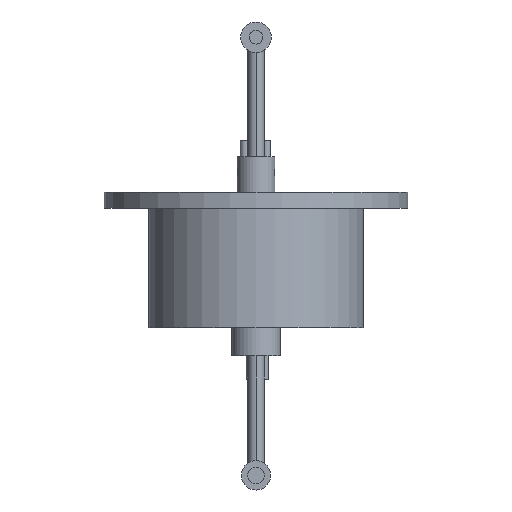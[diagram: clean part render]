
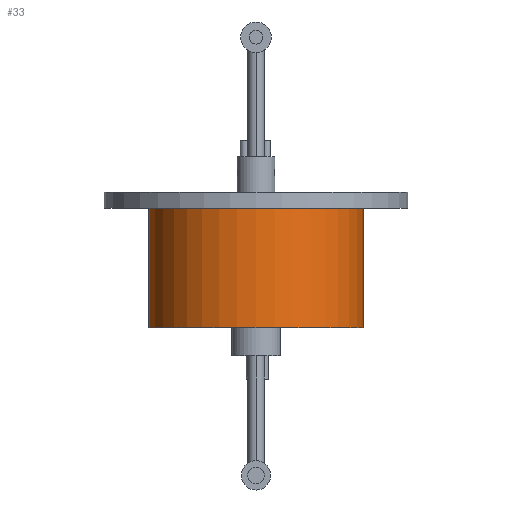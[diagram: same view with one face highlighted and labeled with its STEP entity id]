
A CAD part, front view. The second image highlights one B-rep face of the part: STEP entity #33.
In plain terms, the highlighted cylindrical face has radius 19.75 mm (diameter 39.5 mm), a partial arc.
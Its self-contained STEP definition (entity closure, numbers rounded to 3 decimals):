
#18 = AXIS2_PLACEMENT_3D ( 'NONE', #57, #1837, #300 ) ;
#33 = ADVANCED_FACE ( 'NONE', ( #503 ), #2475, .T. ) ;
#57 = CARTESIAN_POINT ( 'NONE',  ( 0., 0., -22. ) ) ;
#98 = DIRECTION ( 'NONE',  ( 0., 0., -1. ) ) ;
#224 = LINE ( 'NONE', #2400, #1570 ) ;
#299 = CARTESIAN_POINT ( 'NONE',  ( -19.75, 0., -22. ) ) ;
#300 = DIRECTION ( 'NONE',  ( -1., 0., 0. ) ) ;
#412 = CARTESIAN_POINT ( 'NONE',  ( 0., 0., -22. ) ) ;
#475 = ORIENTED_EDGE ( 'NONE', *, *, #3100, .F. ) ;
#503 = FACE_OUTER_BOUND ( 'NONE', #3038, .T. ) ;
#506 = CARTESIAN_POINT ( 'NONE',  ( -19.75, 0., -22. ) ) ;
#631 = LINE ( 'NONE', #299, #3278 ) ;
#687 = VERTEX_POINT ( 'NONE', #1878 ) ;
#746 = ORIENTED_EDGE ( 'NONE', *, *, #1216, .T. ) ;
#871 = ORIENTED_EDGE ( 'NONE', *, *, #3204, .T. ) ;
#1216 = EDGE_CURVE ( 'NONE', #2816, #687, #224, .T. ) ;
#1429 = AXIS2_PLACEMENT_3D ( 'NONE', #412, #2917, #3191 ) ;
#1558 = CARTESIAN_POINT ( 'NONE',  ( -19.75, 0., 0. ) ) ;
#1570 = VECTOR ( 'NONE', #1897, 1000. ) ;
#1619 = VERTEX_POINT ( 'NONE', #1558 ) ;
#1637 = CARTESIAN_POINT ( 'NONE',  ( 0., 0., 0. ) ) ;
#1837 = DIRECTION ( 'NONE',  ( 0., 0., -1. ) ) ;
#1878 = CARTESIAN_POINT ( 'NONE',  ( 19.75, 0., 0. ) ) ;
#1881 = DIRECTION ( 'NONE',  ( 1., 0., 0. ) ) ;
#1897 = DIRECTION ( 'NONE',  ( 0., 0., 1. ) ) ;
#2091 = DIRECTION ( 'NONE',  ( 0., 0., 1. ) ) ;
#2112 = VERTEX_POINT ( 'NONE', #506 ) ;
#2229 = EDGE_CURVE ( 'NONE', #2816, #2112, #2528, .T. ) ;
#2257 = ORIENTED_EDGE ( 'NONE', *, *, #2229, .F. ) ;
#2359 = CIRCLE ( 'NONE', #2671, 19.75 ) ;
#2400 = CARTESIAN_POINT ( 'NONE',  ( 19.75, 0., -22. ) ) ;
#2475 = CYLINDRICAL_SURFACE ( 'NONE', #1429, 19.75 ) ;
#2528 = CIRCLE ( 'NONE', #18, 19.75 ) ;
#2671 = AXIS2_PLACEMENT_3D ( 'NONE', #1637, #98, #1881 ) ;
#2722 = CARTESIAN_POINT ( 'NONE',  ( 19.75, 0., -22. ) ) ;
#2816 = VERTEX_POINT ( 'NONE', #2722 ) ;
#2917 = DIRECTION ( 'NONE',  ( 0., 0., 1. ) ) ;
#3038 = EDGE_LOOP ( 'NONE', ( #475, #2257, #746, #871 ) ) ;
#3100 = EDGE_CURVE ( 'NONE', #2112, #1619, #631, .T. ) ;
#3191 = DIRECTION ( 'NONE',  ( 1., 0., 0. ) ) ;
#3204 = EDGE_CURVE ( 'NONE', #687, #1619, #2359, .T. ) ;
#3278 = VECTOR ( 'NONE', #2091, 1000. ) ;
